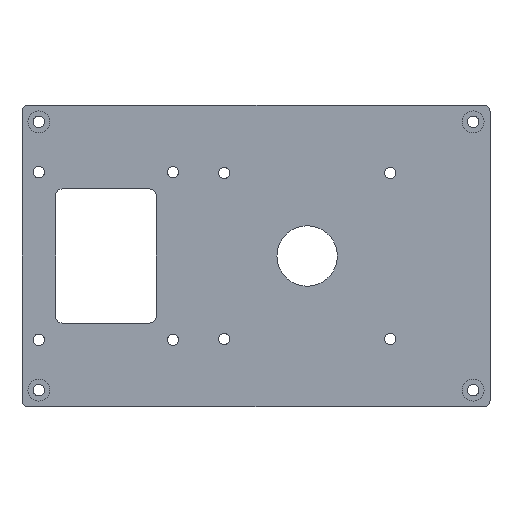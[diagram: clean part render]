
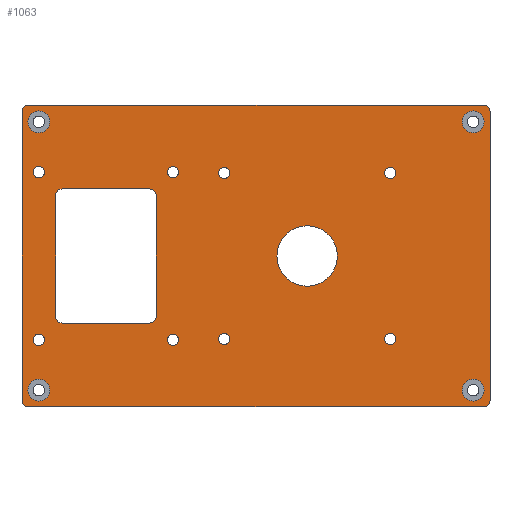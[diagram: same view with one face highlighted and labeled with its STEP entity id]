
A CAD part, front view. The second image highlights one B-rep face of the part: STEP entity #1063.
In plain terms, the highlighted planar face has unit normal (0, -1, 0).
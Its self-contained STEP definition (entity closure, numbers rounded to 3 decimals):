
#33=LINE('',#1735,#96);
#39=LINE('',#1750,#102);
#43=LINE('',#1762,#106);
#46=LINE('',#1771,#109);
#49=LINE('',#1783,#112);
#52=LINE('',#1789,#115);
#53=LINE('',#1793,#116);
#54=LINE('',#1797,#117);
#96=VECTOR('',#1404,10.);
#102=VECTOR('',#1418,10.);
#106=VECTOR('',#1430,10.);
#109=VECTOR('',#1441,10.);
#112=VECTOR('',#1452,10.);
#115=VECTOR('',#1457,10.);
#116=VECTOR('',#1460,10.);
#117=VECTOR('',#1463,10.);
#188=FACE_BOUND('',#336,.T.);
#189=FACE_BOUND('',#337,.T.);
#190=FACE_BOUND('',#338,.T.);
#191=FACE_BOUND('',#339,.T.);
#192=FACE_BOUND('',#340,.T.);
#193=FACE_BOUND('',#341,.T.);
#194=FACE_BOUND('',#342,.T.);
#195=FACE_BOUND('',#343,.T.);
#196=FACE_BOUND('',#344,.T.);
#197=FACE_BOUND('',#345,.T.);
#198=FACE_BOUND('',#346,.T.);
#199=FACE_BOUND('',#347,.T.);
#200=FACE_BOUND('',#348,.T.);
#201=FACE_BOUND('',#349,.T.);
#260=FACE_OUTER_BOUND('',#335,.T.);
#335=EDGE_LOOP('',(#839,#840,#841,#842,#843,#844,#845,#846));
#336=EDGE_LOOP('',(#847));
#337=EDGE_LOOP('',(#848));
#338=EDGE_LOOP('',(#849));
#339=EDGE_LOOP('',(#850));
#340=EDGE_LOOP('',(#851));
#341=EDGE_LOOP('',(#852));
#342=EDGE_LOOP('',(#853));
#343=EDGE_LOOP('',(#854));
#344=EDGE_LOOP('',(#855));
#345=EDGE_LOOP('',(#856));
#346=EDGE_LOOP('',(#857));
#347=EDGE_LOOP('',(#858));
#348=EDGE_LOOP('',(#859));
#349=EDGE_LOOP('',(#860,#861,#862,#863,#864,#865,#866,#867));
#409=CIRCLE('',#1125,1.7);
#413=CIRCLE('',#1132,1.7);
#417=CIRCLE('',#1139,1.7);
#421=CIRCLE('',#1146,1.7);
#425=CIRCLE('',#1153,1.7);
#429=CIRCLE('',#1160,1.7);
#433=CIRCLE('',#1167,1.7);
#437=CIRCLE('',#1174,1.7);
#438=CIRCLE('',#1176,2.);
#440=CIRCLE('',#1180,2.);
#442=CIRCLE('',#1184,2.);
#444=CIRCLE('',#1188,2.);
#447=CIRCLE('',#1193,2.);
#448=CIRCLE('',#1196,2.);
#449=CIRCLE('',#1197,2.);
#450=CIRCLE('',#1198,2.);
#451=CIRCLE('',#1199,9.);
#452=CIRCLE('',#1200,3.25);
#453=CIRCLE('',#1201,3.25);
#454=CIRCLE('',#1202,3.25);
#455=CIRCLE('',#1203,3.25);
#487=VERTEX_POINT('',#1630);
#491=VERTEX_POINT('',#1643);
#495=VERTEX_POINT('',#1656);
#499=VERTEX_POINT('',#1669);
#503=VERTEX_POINT('',#1682);
#507=VERTEX_POINT('',#1695);
#511=VERTEX_POINT('',#1708);
#515=VERTEX_POINT('',#1721);
#516=VERTEX_POINT('',#1725);
#517=VERTEX_POINT('',#1726);
#520=VERTEX_POINT('',#1734);
#522=VERTEX_POINT('',#1740);
#523=VERTEX_POINT('',#1741);
#526=VERTEX_POINT('',#1752);
#527=VERTEX_POINT('',#1753);
#530=VERTEX_POINT('',#1764);
#534=VERTEX_POINT('',#1776);
#535=VERTEX_POINT('',#1778);
#536=VERTEX_POINT('',#1782);
#538=VERTEX_POINT('',#1788);
#539=VERTEX_POINT('',#1790);
#540=VERTEX_POINT('',#1792);
#541=VERTEX_POINT('',#1794);
#542=VERTEX_POINT('',#1796);
#543=VERTEX_POINT('',#1799);
#544=VERTEX_POINT('',#1801);
#545=VERTEX_POINT('',#1803);
#546=VERTEX_POINT('',#1805);
#547=VERTEX_POINT('',#1807);
#583=EDGE_CURVE('',#487,#487,#409,.T.);
#589=EDGE_CURVE('',#491,#491,#413,.T.);
#595=EDGE_CURVE('',#495,#495,#417,.T.);
#601=EDGE_CURVE('',#499,#499,#421,.T.);
#607=EDGE_CURVE('',#503,#503,#425,.T.);
#613=EDGE_CURVE('',#507,#507,#429,.T.);
#619=EDGE_CURVE('',#511,#511,#433,.T.);
#625=EDGE_CURVE('',#515,#515,#437,.T.);
#626=EDGE_CURVE('',#516,#517,#438,.T.);
#630=EDGE_CURVE('',#517,#520,#33,.T.);
#633=EDGE_CURVE('',#522,#523,#440,.T.);
#638=EDGE_CURVE('',#523,#516,#39,.T.);
#639=EDGE_CURVE('',#526,#527,#442,.T.);
#644=EDGE_CURVE('',#527,#522,#43,.T.);
#645=EDGE_CURVE('',#520,#530,#444,.T.);
#649=EDGE_CURVE('',#530,#526,#46,.T.);
#652=EDGE_CURVE('',#534,#535,#447,.T.);
#654=EDGE_CURVE('',#535,#536,#49,.T.);
#657=EDGE_CURVE('',#538,#534,#52,.T.);
#658=EDGE_CURVE('',#539,#538,#448,.T.);
#659=EDGE_CURVE('',#540,#539,#53,.T.);
#660=EDGE_CURVE('',#541,#540,#449,.T.);
#661=EDGE_CURVE('',#542,#541,#54,.T.);
#662=EDGE_CURVE('',#536,#542,#450,.T.);
#663=EDGE_CURVE('',#543,#543,#451,.T.);
#664=EDGE_CURVE('',#544,#544,#452,.T.);
#665=EDGE_CURVE('',#545,#545,#453,.T.);
#666=EDGE_CURVE('',#546,#546,#454,.T.);
#667=EDGE_CURVE('',#547,#547,#455,.T.);
#839=ORIENTED_EDGE('',*,*,#652,.F.);
#840=ORIENTED_EDGE('',*,*,#657,.F.);
#841=ORIENTED_EDGE('',*,*,#658,.F.);
#842=ORIENTED_EDGE('',*,*,#659,.F.);
#843=ORIENTED_EDGE('',*,*,#660,.F.);
#844=ORIENTED_EDGE('',*,*,#661,.F.);
#845=ORIENTED_EDGE('',*,*,#662,.F.);
#846=ORIENTED_EDGE('',*,*,#654,.F.);
#847=ORIENTED_EDGE('',*,*,#583,.T.);
#848=ORIENTED_EDGE('',*,*,#589,.T.);
#849=ORIENTED_EDGE('',*,*,#595,.T.);
#850=ORIENTED_EDGE('',*,*,#601,.T.);
#851=ORIENTED_EDGE('',*,*,#607,.T.);
#852=ORIENTED_EDGE('',*,*,#613,.T.);
#853=ORIENTED_EDGE('',*,*,#619,.T.);
#854=ORIENTED_EDGE('',*,*,#625,.T.);
#855=ORIENTED_EDGE('',*,*,#663,.T.);
#856=ORIENTED_EDGE('',*,*,#664,.T.);
#857=ORIENTED_EDGE('',*,*,#665,.T.);
#858=ORIENTED_EDGE('',*,*,#666,.T.);
#859=ORIENTED_EDGE('',*,*,#667,.T.);
#860=ORIENTED_EDGE('',*,*,#626,.F.);
#861=ORIENTED_EDGE('',*,*,#638,.F.);
#862=ORIENTED_EDGE('',*,*,#633,.F.);
#863=ORIENTED_EDGE('',*,*,#644,.F.);
#864=ORIENTED_EDGE('',*,*,#639,.F.);
#865=ORIENTED_EDGE('',*,*,#649,.F.);
#866=ORIENTED_EDGE('',*,*,#645,.F.);
#867=ORIENTED_EDGE('',*,*,#630,.F.);
#1014=PLANE('',#1195);
#1063=ADVANCED_FACE('',(#260,#188,#189,#190,#191,#192,#193,#194,#195,#196,
#197,#198,#199,#200,#201),#1014,.F.);
#1125=AXIS2_PLACEMENT_3D('',#1632,#1280,#1281);
#1132=AXIS2_PLACEMENT_3D('',#1645,#1296,#1297);
#1139=AXIS2_PLACEMENT_3D('',#1658,#1312,#1313);
#1146=AXIS2_PLACEMENT_3D('',#1671,#1328,#1329);
#1153=AXIS2_PLACEMENT_3D('',#1684,#1344,#1345);
#1160=AXIS2_PLACEMENT_3D('',#1697,#1360,#1361);
#1167=AXIS2_PLACEMENT_3D('',#1710,#1376,#1377);
#1174=AXIS2_PLACEMENT_3D('',#1723,#1392,#1393);
#1176=AXIS2_PLACEMENT_3D('',#1727,#1396,#1397);
#1180=AXIS2_PLACEMENT_3D('',#1742,#1409,#1410);
#1184=AXIS2_PLACEMENT_3D('',#1754,#1421,#1422);
#1188=AXIS2_PLACEMENT_3D('',#1765,#1433,#1434);
#1193=AXIS2_PLACEMENT_3D('',#1779,#1447,#1448);
#1195=AXIS2_PLACEMENT_3D('',#1787,#1455,#1456);
#1196=AXIS2_PLACEMENT_3D('',#1791,#1458,#1459);
#1197=AXIS2_PLACEMENT_3D('',#1795,#1461,#1462);
#1198=AXIS2_PLACEMENT_3D('',#1798,#1464,#1465);
#1199=AXIS2_PLACEMENT_3D('',#1800,#1466,#1467);
#1200=AXIS2_PLACEMENT_3D('',#1802,#1468,#1469);
#1201=AXIS2_PLACEMENT_3D('',#1804,#1470,#1471);
#1202=AXIS2_PLACEMENT_3D('',#1806,#1472,#1473);
#1203=AXIS2_PLACEMENT_3D('',#1808,#1474,#1475);
#1280=DIRECTION('center_axis',(0.,1.,0.));
#1281=DIRECTION('ref_axis',(1.,0.,0.));
#1296=DIRECTION('center_axis',(0.,1.,0.));
#1297=DIRECTION('ref_axis',(1.,0.,0.));
#1312=DIRECTION('center_axis',(0.,1.,0.));
#1313=DIRECTION('ref_axis',(1.,0.,0.));
#1328=DIRECTION('center_axis',(0.,1.,0.));
#1329=DIRECTION('ref_axis',(1.,0.,0.));
#1344=DIRECTION('center_axis',(0.,1.,0.));
#1345=DIRECTION('ref_axis',(1.,0.,0.));
#1360=DIRECTION('center_axis',(0.,1.,0.));
#1361=DIRECTION('ref_axis',(1.,0.,0.));
#1376=DIRECTION('center_axis',(0.,1.,0.));
#1377=DIRECTION('ref_axis',(1.,0.,0.));
#1392=DIRECTION('center_axis',(0.,1.,0.));
#1393=DIRECTION('ref_axis',(1.,0.,0.));
#1396=DIRECTION('center_axis',(0.,-1.,0.));
#1397=DIRECTION('ref_axis',(0.707,0.,0.707));
#1404=DIRECTION('',(-1.,0.,0.));
#1409=DIRECTION('center_axis',(0.,-1.,0.));
#1410=DIRECTION('ref_axis',(0.707,0.,-0.707));
#1418=DIRECTION('',(0.,0.,1.));
#1421=DIRECTION('center_axis',(0.,-1.,0.));
#1422=DIRECTION('ref_axis',(-0.707,0.,-0.707));
#1430=DIRECTION('',(1.,0.,0.));
#1433=DIRECTION('center_axis',(0.,-1.,0.));
#1434=DIRECTION('ref_axis',(-0.707,0.,0.707));
#1441=DIRECTION('',(0.,0.,-1.));
#1447=DIRECTION('center_axis',(0.,1.,0.));
#1448=DIRECTION('ref_axis',(-0.707,0.,-0.707));
#1452=DIRECTION('',(0.,0.,1.));
#1455=DIRECTION('center_axis',(0.,1.,0.));
#1456=DIRECTION('ref_axis',(0.,0.,1.));
#1457=DIRECTION('',(-1.,0.,0.));
#1458=DIRECTION('center_axis',(0.,1.,0.));
#1459=DIRECTION('ref_axis',(0.707,0.,-0.707));
#1460=DIRECTION('',(0.,0.,-1.));
#1461=DIRECTION('center_axis',(0.,1.,0.));
#1462=DIRECTION('ref_axis',(0.707,0.,0.707));
#1463=DIRECTION('',(1.,0.,0.));
#1464=DIRECTION('center_axis',(0.,1.,0.));
#1465=DIRECTION('ref_axis',(-0.707,0.,0.707));
#1466=DIRECTION('center_axis',(0.,1.,0.));
#1467=DIRECTION('ref_axis',(-1.,0.,0.));
#1468=DIRECTION('center_axis',(0.,1.,0.));
#1469=DIRECTION('ref_axis',(1.,0.,0.));
#1470=DIRECTION('center_axis',(0.,1.,0.));
#1471=DIRECTION('ref_axis',(1.,0.,0.));
#1472=DIRECTION('center_axis',(0.,1.,0.));
#1473=DIRECTION('ref_axis',(1.,0.,0.));
#1474=DIRECTION('center_axis',(0.,1.,0.));
#1475=DIRECTION('ref_axis',(1.,0.,0.));
#1630=CARTESIAN_POINT('',(-66.45,0.,25.));
#1632=CARTESIAN_POINT('Origin',(-64.75,0.,25.));
#1643=CARTESIAN_POINT('',(-26.45,0.,25.));
#1645=CARTESIAN_POINT('Origin',(-24.75,0.,25.));
#1656=CARTESIAN_POINT('',(-26.45,0.,-25.));
#1658=CARTESIAN_POINT('Origin',(-24.75,0.,-25.));
#1669=CARTESIAN_POINT('',(-66.45,0.,-25.));
#1671=CARTESIAN_POINT('Origin',(-64.75,0.,-25.));
#1682=CARTESIAN_POINT('',(-11.199,0.,24.749));
#1684=CARTESIAN_POINT('Origin',(-9.499,0.,24.749));
#1695=CARTESIAN_POINT('',(-11.199,0.,-24.749));
#1697=CARTESIAN_POINT('Origin',(-9.499,0.,-24.749));
#1708=CARTESIAN_POINT('',(38.299,0.,-24.749));
#1710=CARTESIAN_POINT('Origin',(39.999,0.,-24.749));
#1721=CARTESIAN_POINT('',(38.299,0.,24.749));
#1723=CARTESIAN_POINT('Origin',(39.999,0.,24.749));
#1725=CARTESIAN_POINT('',(-29.75,0.,18.));
#1726=CARTESIAN_POINT('',(-31.75,0.,20.));
#1727=CARTESIAN_POINT('Origin',(-31.75,0.,18.));
#1734=CARTESIAN_POINT('',(-57.75,0.,20.));
#1735=CARTESIAN_POINT('',(-29.75,0.,20.));
#1740=CARTESIAN_POINT('',(-31.75,0.,-20.));
#1741=CARTESIAN_POINT('',(-29.75,0.,-18.));
#1742=CARTESIAN_POINT('Origin',(-31.75,0.,-18.));
#1750=CARTESIAN_POINT('',(-29.75,0.,-20.));
#1752=CARTESIAN_POINT('',(-59.75,0.,-18.));
#1753=CARTESIAN_POINT('',(-57.75,0.,-20.));
#1754=CARTESIAN_POINT('Origin',(-57.75,0.,-18.));
#1762=CARTESIAN_POINT('',(-59.75,0.,-20.));
#1764=CARTESIAN_POINT('',(-59.75,0.,18.));
#1765=CARTESIAN_POINT('Origin',(-57.75,0.,18.));
#1771=CARTESIAN_POINT('',(-59.75,0.,20.));
#1776=CARTESIAN_POINT('',(-67.75,0.,-45.));
#1778=CARTESIAN_POINT('',(-69.75,0.,-43.));
#1779=CARTESIAN_POINT('Origin',(-67.75,0.,-43.));
#1782=CARTESIAN_POINT('',(-69.75,0.,43.));
#1783=CARTESIAN_POINT('',(-69.75,0.,-45.));
#1787=CARTESIAN_POINT('Origin',(0.,0.,0.));
#1788=CARTESIAN_POINT('',(67.75,0.,-45.));
#1789=CARTESIAN_POINT('',(69.75,0.,-45.));
#1790=CARTESIAN_POINT('',(69.75,0.,-43.));
#1791=CARTESIAN_POINT('Origin',(67.75,0.,-43.));
#1792=CARTESIAN_POINT('',(69.75,0.,43.));
#1793=CARTESIAN_POINT('',(69.75,0.,45.));
#1794=CARTESIAN_POINT('',(67.75,0.,45.));
#1795=CARTESIAN_POINT('Origin',(67.75,0.,43.));
#1796=CARTESIAN_POINT('',(-67.75,0.,45.));
#1797=CARTESIAN_POINT('',(-69.75,0.,45.));
#1798=CARTESIAN_POINT('Origin',(-67.75,0.,43.));
#1799=CARTESIAN_POINT('',(24.25,0.,0.));
#1800=CARTESIAN_POINT('Origin',(15.25,0.,0.));
#1801=CARTESIAN_POINT('',(61.5,0.,40.));
#1802=CARTESIAN_POINT('Origin',(64.75,0.,40.));
#1803=CARTESIAN_POINT('',(-68.,0.,40.));
#1804=CARTESIAN_POINT('Origin',(-64.75,0.,40.));
#1805=CARTESIAN_POINT('',(-68.,0.,-40.));
#1806=CARTESIAN_POINT('Origin',(-64.75,0.,-40.));
#1807=CARTESIAN_POINT('',(61.5,0.,-40.));
#1808=CARTESIAN_POINT('Origin',(64.75,0.,-40.));
